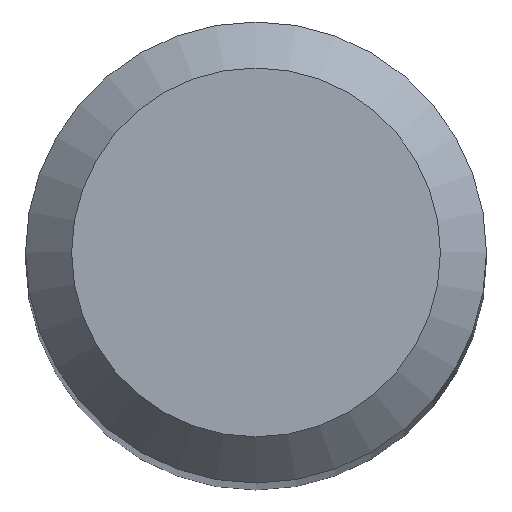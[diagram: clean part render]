
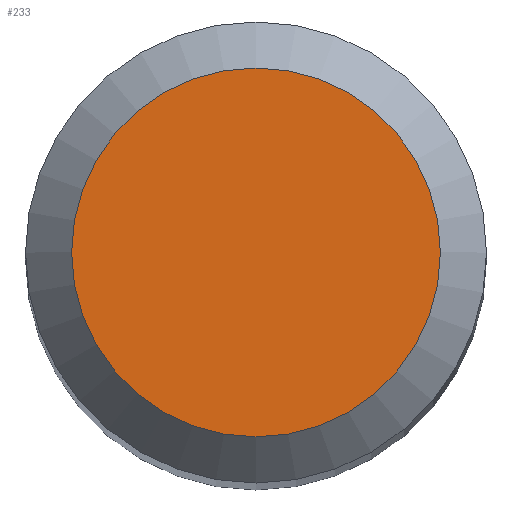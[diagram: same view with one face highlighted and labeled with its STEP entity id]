
A CAD part, top view. The second image highlights one B-rep face of the part: STEP entity #233.
In plain terms, the highlighted planar face has unit normal (0, 0, 1).
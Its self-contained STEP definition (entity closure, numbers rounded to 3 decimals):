
#18 = DIRECTION ( 'NONE',  ( 0., 0., -1. ) ) ;
#34 = CARTESIAN_POINT ( 'NONE',  ( 0., 1.2, 38. ) ) ;
#40 = VERTEX_POINT ( 'NONE', #34 ) ;
#90 = DIRECTION ( 'NONE',  ( 0., 1., 0. ) ) ;
#120 = FACE_OUTER_BOUND ( 'NONE', #145, .T. ) ;
#127 = CARTESIAN_POINT ( 'NONE',  ( 0., 0., 38. ) ) ;
#145 = EDGE_LOOP ( 'NONE', ( #229 ) ) ;
#153 = EDGE_CURVE ( 'NONE', #40, #40, #210, .T. ) ;
#174 = PLANE ( 'NONE',  #250 ) ;
#189 = DIRECTION ( 'NONE',  ( 0., 0., -1. ) ) ;
#197 = DIRECTION ( 'NONE',  ( 0., 1., 0. ) ) ;
#210 = CIRCLE ( 'NONE', #239, 1.2 ) ;
#229 = ORIENTED_EDGE ( 'NONE', *, *, #153, .F. ) ;
#233 = ADVANCED_FACE ( 'NONE', ( #120 ), #174, .F. ) ;
#236 = CARTESIAN_POINT ( 'NONE',  ( 0., 0., 38. ) ) ;
#239 = AXIS2_PLACEMENT_3D ( 'NONE', #127, #189, #90 ) ;
#250 = AXIS2_PLACEMENT_3D ( 'NONE', #236, #18, #197 ) ;
